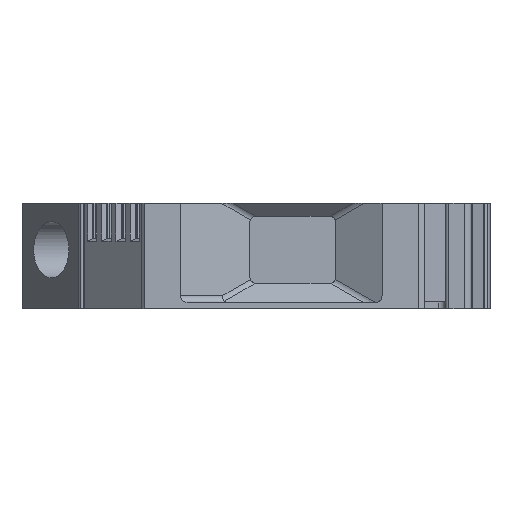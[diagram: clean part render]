
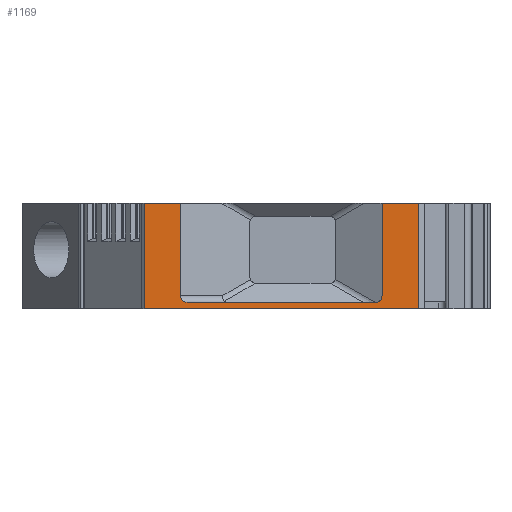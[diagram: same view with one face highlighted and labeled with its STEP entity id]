
A CAD part, left-side view. The second image highlights one B-rep face of the part: STEP entity #1169.
In plain terms, the highlighted planar face has unit normal (-1, 0, 0).
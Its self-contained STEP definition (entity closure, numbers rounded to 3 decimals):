
#703=FACE_OUTER_BOUND('',#1951,.T.);
#1169=ADVANCED_FACE('',(#703),#1507,.T.);
#1507=PLANE('',#10078);
#1951=EDGE_LOOP('',(#4280,#4281,#4282,#4283,#4284,#4285,#4286,#4287,#4288,
#4289,#4290));
#2103=ELLIPSE('',#9599,1.,1.);
#2108=ELLIPSE('',#9624,2.,1.);
#2303=CIRCLE('',#9618,1.);
#4280=ORIENTED_EDGE('',*,*,#7204,.F.);
#4281=ORIENTED_EDGE('',*,*,#6147,.T.);
#4282=ORIENTED_EDGE('',*,*,#7206,.T.);
#4283=ORIENTED_EDGE('',*,*,#7207,.F.);
#4284=ORIENTED_EDGE('',*,*,#7200,.F.);
#4285=ORIENTED_EDGE('',*,*,#6155,.T.);
#4286=ORIENTED_EDGE('',*,*,#7203,.T.);
#4287=ORIENTED_EDGE('',*,*,#6567,.T.);
#4288=ORIENTED_EDGE('',*,*,#6571,.F.);
#4289=ORIENTED_EDGE('',*,*,#6578,.T.);
#4290=ORIENTED_EDGE('',*,*,#6511,.T.);
#5247=VERTEX_POINT('',#13053);
#5248=VERTEX_POINT('',#13055);
#5255=VERTEX_POINT('',#13069);
#5256=VERTEX_POINT('',#13071);
#5606=VERTEX_POINT('',#13795);
#5607=VERTEX_POINT('',#13796);
#5658=VERTEX_POINT('',#13912);
#5659=VERTEX_POINT('',#13913);
#5662=VERTEX_POINT('',#13921);
#5974=VERTEX_POINT('',#15189);
#5975=VERTEX_POINT('',#15199);
#6147=EDGE_CURVE('',#5248,#5247,#7493,.T.);
#6155=EDGE_CURVE('',#5256,#5255,#7499,.T.);
#6511=EDGE_CURVE('',#5606,#5607,#2103,.T.);
#6567=EDGE_CURVE('',#5658,#5659,#2303,.T.);
#6571=EDGE_CURVE('',#5662,#5659,#7777,.T.);
#6578=EDGE_CURVE('',#5662,#5606,#2108,.T.);
#7200=EDGE_CURVE('',#5256,#5974,#8256,.T.);
#7203=EDGE_CURVE('',#5255,#5658,#8259,.T.);
#7204=EDGE_CURVE('',#5248,#5607,#8260,.T.);
#7206=EDGE_CURVE('',#5247,#5975,#8262,.T.);
#7207=EDGE_CURVE('',#5974,#5975,#8263,.T.);
#7493=LINE('',#13054,#8489);
#7499=LINE('',#13070,#8495);
#7777=LINE('',#13920,#8773);
#8256=LINE('',#15188,#9255);
#8259=LINE('',#15193,#9258);
#8260=LINE('',#15195,#9259);
#8262=LINE('',#15198,#9261);
#8263=LINE('',#15200,#9262);
#8489=VECTOR('',#10348,1.);
#8495=VECTOR('',#10358,1.);
#8773=VECTOR('',#10968,1.);
#9255=VECTOR('',#12358,1.);
#9258=VECTOR('',#12363,1.);
#9259=VECTOR('',#12366,1.);
#9261=VECTOR('',#12370,1.);
#9262=VECTOR('',#12371,1.);
#9599=AXIS2_PLACEMENT_3D('',#13794,#10876,#10877);
#9618=AXIS2_PLACEMENT_3D('',#13911,#10960,#10961);
#9624=AXIS2_PLACEMENT_3D('',#13934,#10979,#10980);
#10078=AXIS2_PLACEMENT_3D('',#15201,#12372,#12373);
#10348=DIRECTION('',(0.,1.,0.));
#10358=DIRECTION('',(0.,1.,0.));
#10876=DIRECTION('',(1.,0.,0.));
#10877=DIRECTION('',(0.,-1.,0.));
#10960=DIRECTION('',(1.,0.,0.));
#10961=DIRECTION('',(0.,-1.,0.));
#10968=DIRECTION('',(0.,-1.,0.));
#10979=DIRECTION('',(1.,0.,0.));
#10980=DIRECTION('',(0.,1.,0.));
#12358=DIRECTION('',(0.,0.,-1.));
#12363=DIRECTION('',(0.,0.,-1.));
#12366=DIRECTION('',(0.,0.,-1.));
#12370=DIRECTION('',(0.,0.,-1.));
#12371=DIRECTION('',(0.,1.,0.));
#12372=DIRECTION('',(-1.,0.,0.));
#12373=DIRECTION('',(0.,-1.,0.));
#13053=CARTESIAN_POINT('',(-29.,-18.5,15.9));
#13054=CARTESIAN_POINT('',(-29.,-60.,15.9));
#13055=CARTESIAN_POINT('',(-29.,-24.,15.9));
#13069=CARTESIAN_POINT('',(-29.,-54.5,15.9));
#13070=CARTESIAN_POINT('',(-29.,-60.,15.9));
#13071=CARTESIAN_POINT('',(-29.,-60.,15.9));
#13794=CARTESIAN_POINT('',(-29.,-25.,1.9));
#13795=CARTESIAN_POINT('',(-29.,-24.585,0.99));
#13796=CARTESIAN_POINT('',(-29.,-24.,1.9));
#13911=CARTESIAN_POINT('',(-29.,-53.5,1.9));
#13912=CARTESIAN_POINT('',(-29.,-54.5,1.9));
#13913=CARTESIAN_POINT('',(-29.,-53.5,0.9));
#13920=CARTESIAN_POINT('',(-29.,-60.,0.9));
#13921=CARTESIAN_POINT('',(-29.,-25.415,0.9));
#13934=CARTESIAN_POINT('',(-29.,-25.415,1.9));
#15188=CARTESIAN_POINT('',(-29.,-60.,15.9));
#15189=CARTESIAN_POINT('',(-29.,-60.,0.));
#15193=CARTESIAN_POINT('',(-29.,-54.5,15.9));
#15195=CARTESIAN_POINT('',(-29.,-24.,15.9));
#15198=CARTESIAN_POINT('',(-29.,-18.5,15.9));
#15199=CARTESIAN_POINT('',(-29.,-18.5,0.));
#15200=CARTESIAN_POINT('',(-29.,-60.,0.));
#15201=CARTESIAN_POINT('',(-29.,-60.,15.9));
